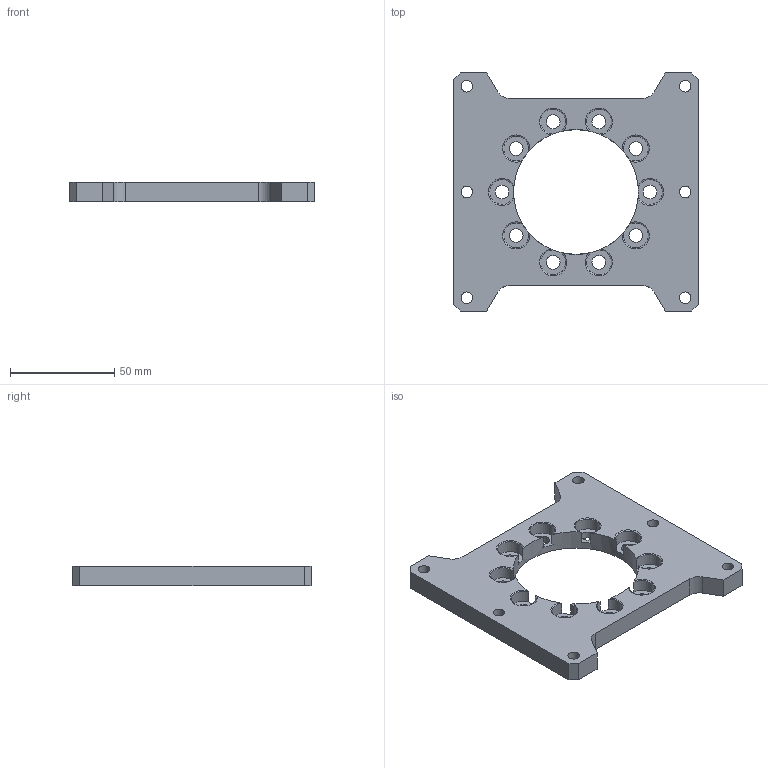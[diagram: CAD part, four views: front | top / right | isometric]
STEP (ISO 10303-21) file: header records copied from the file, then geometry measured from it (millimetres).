
FILE_DESCRIPTION(/* description */ ('PLATE ADAPTER, AC360 HD-2BS'),/* implementation_level */ '2;1');
FILE_NAME(/* name */ 'H BRACKET AC360.stp',/* time_stamp */ '2018-12-13T13:49:47-05:00',/* author */ ('sboulais'),/* organization */ (''),/* preprocessor_version */ 'ST-DEVELOPER v16.13',/* originating_system */ 'Autodesk Inventor 2018',/* authorisation */ '');
FILE_SCHEMA (('AUTOMOTIVE_DESIGN { 1 0 10303 214 3 1 1 }'));
Length unit declared in the file: millimetre
Products named in the file (1): 195-132-0043
Bounding box: 117.47 x 114.3 x 9.53 mm (x, y, z)
Volume: 73248.7 mm3; surface area: 26157 mm2
Topology: 1 solids, 1 shells, 69 faces, 201 edges, 134 vertices
Faces by surface type: cylinder 31, plane 28, cone 10
Full cylindrical faces by diameter (mm): 5.613 x6, 6.6 x10, 60 x1
Entity records: 2359 total; most frequent: CARTESIAN_POINT 446, DIRECTION 394, ORIENTED_EDGE 366, EDGE_CURVE 183, AXIS2_PLACEMENT_3D 161, VERTEX_POINT 133, EDGE_LOOP 120, CIRCLE 91
